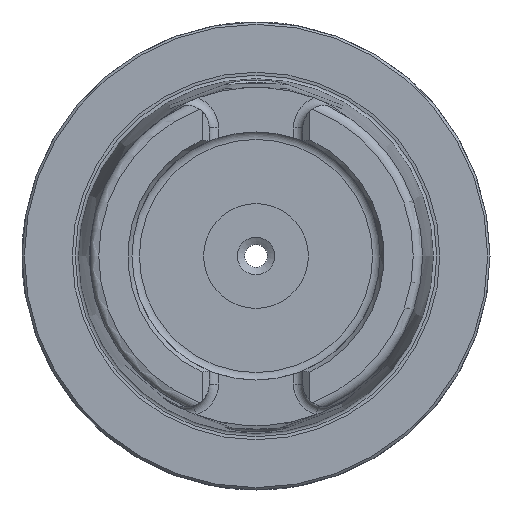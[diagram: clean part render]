
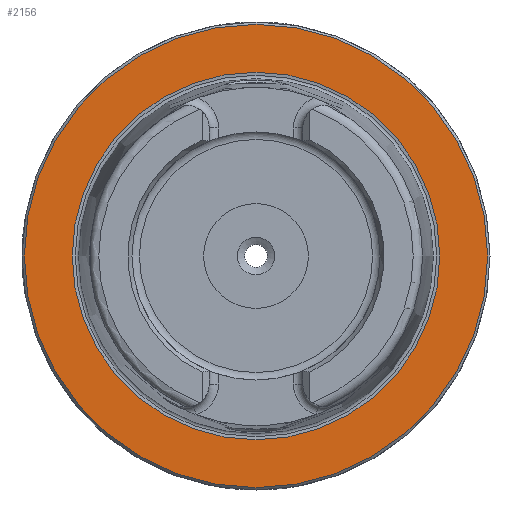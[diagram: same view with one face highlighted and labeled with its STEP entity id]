
A CAD part, left-side view. The second image highlights one B-rep face of the part: STEP entity #2156.
In plain terms, the highlighted planar face has unit normal (-1, 0, 0).
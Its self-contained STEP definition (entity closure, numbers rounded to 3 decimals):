
#98=FACE_BOUND('',#464,.T.);
#135=PLANE('',#2441);
#326=FACE_OUTER_BOUND('',#463,.T.);
#463=EDGE_LOOP('',(#1977));
#464=EDGE_LOOP('',(#1978));
#821=CIRCLE('',#2440,39.275);
#822=CIRCLE('',#2442,49.5);
#1041=VERTEX_POINT('',#4630);
#1042=VERTEX_POINT('',#4634);
#1358=EDGE_CURVE('',#1041,#1041,#821,.T.);
#1359=EDGE_CURVE('',#1042,#1042,#822,.T.);
#1977=ORIENTED_EDGE('',*,*,#1359,.F.);
#1978=ORIENTED_EDGE('',*,*,#1358,.T.);
#2156=ADVANCED_FACE('',(#326,#98),#135,.T.);
#2440=AXIS2_PLACEMENT_3D('',#4632,#3069,#3070);
#2441=AXIS2_PLACEMENT_3D('',#4633,#3071,#3072);
#2442=AXIS2_PLACEMENT_3D('',#4635,#3073,#3074);
#3069=DIRECTION('center_axis',(1.,0.,0.));
#3070=DIRECTION('ref_axis',(0.,0.,-1.));
#3071=DIRECTION('center_axis',(-1.,0.,0.));
#3072=DIRECTION('ref_axis',(0.,0.,1.));
#3073=DIRECTION('center_axis',(1.,0.,0.));
#3074=DIRECTION('ref_axis',(0.,0.,-1.));
#4630=CARTESIAN_POINT('',(0.,-39.275,0.));
#4632=CARTESIAN_POINT('Origin',(0.,0.,0.));
#4633=CARTESIAN_POINT('Origin',(0.,49.5,0.));
#4634=CARTESIAN_POINT('',(0.,-49.5,0.));
#4635=CARTESIAN_POINT('Origin',(0.,0.,0.));
